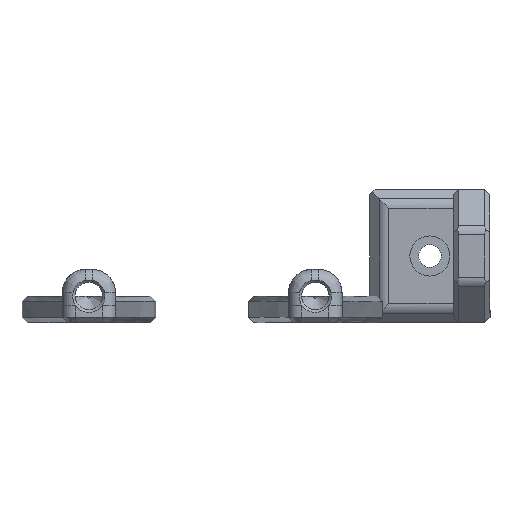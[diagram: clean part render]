
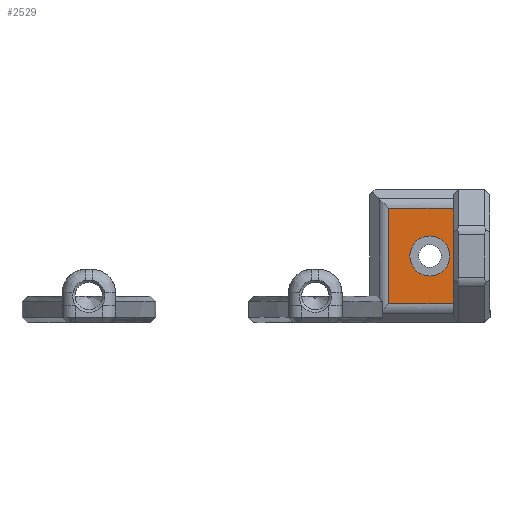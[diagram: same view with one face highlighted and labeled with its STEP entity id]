
A CAD part, front view. The second image highlights one B-rep face of the part: STEP entity #2529.
In plain terms, the highlighted planar face has unit normal (0, -1, 0).
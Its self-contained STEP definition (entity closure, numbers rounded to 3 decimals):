
#108=FACE_BOUND('',#509,.T.);
#231=PLANE('',#2762);
#350=FACE_OUTER_BOUND('',#508,.T.);
#508=EDGE_LOOP('',(#2128,#2129,#2130,#2131));
#509=EDGE_LOOP('',(#2132));
#708=LINE('',#4997,#924);
#709=LINE('',#5001,#925);
#711=LINE('',#5006,#927);
#717=LINE('',#5026,#933);
#924=VECTOR('',#3233,10.);
#925=VECTOR('',#3238,10.);
#927=VECTOR('',#3244,10.);
#933=VECTOR('',#3272,10.);
#1043=CIRCLE('',#2759,3.);
#1214=VERTEX_POINT('',#4994);
#1215=VERTEX_POINT('',#4996);
#1216=VERTEX_POINT('',#5000);
#1217=VERTEX_POINT('',#5005);
#1219=VERTEX_POINT('',#5019);
#1521=EDGE_CURVE('',#1214,#1215,#708,.T.);
#1523=EDGE_CURVE('',#1215,#1216,#709,.T.);
#1526=EDGE_CURVE('',#1216,#1217,#711,.T.);
#1533=EDGE_CURVE('',#1219,#1219,#1043,.T.);
#1536=EDGE_CURVE('',#1214,#1217,#717,.T.);
#2128=ORIENTED_EDGE('',*,*,#1521,.F.);
#2129=ORIENTED_EDGE('',*,*,#1536,.T.);
#2130=ORIENTED_EDGE('',*,*,#1526,.F.);
#2131=ORIENTED_EDGE('',*,*,#1523,.F.);
#2132=ORIENTED_EDGE('',*,*,#1533,.T.);
#2529=ADVANCED_FACE('',(#350,#108),#231,.T.);
#2759=AXIS2_PLACEMENT_3D('',#5020,#3263,#3264);
#2762=AXIS2_PLACEMENT_3D('',#5025,#3270,#3271);
#3233=DIRECTION('',(0.,0.,-1.));
#3238=DIRECTION('',(-1.,0.,0.));
#3244=DIRECTION('',(0.,0.,1.));
#3263=DIRECTION('center_axis',(0.,1.,0.));
#3264=DIRECTION('ref_axis',(1.,0.,0.));
#3270=DIRECTION('center_axis',(0.,-1.,0.));
#3271=DIRECTION('ref_axis',(0.,0.,-1.));
#3272=DIRECTION('',(-1.,0.,0.));
#4994=CARTESIAN_POINT('',(-187.891,373.,-26.5));
#4996=CARTESIAN_POINT('',(-187.891,373.,-36.172));
#4997=CARTESIAN_POINT('',(-187.891,373.,-32.25));
#5000=CARTESIAN_POINT('',(-202.234,373.,-36.172));
#5001=CARTESIAN_POINT('',(-197.562,373.,-36.172));
#5005=CARTESIAN_POINT('',(-202.234,373.,-26.5));
#5006=CARTESIAN_POINT('',(-202.234,373.,-27.75));
#5019=CARTESIAN_POINT('',(-198.062,373.,-30.));
#5020=CARTESIAN_POINT('Origin',(-195.062,373.,-30.));
#5025=CARTESIAN_POINT('Origin',(-195.062,373.,-30.));
#5026=CARTESIAN_POINT('',(-200.062,373.,-26.5));
